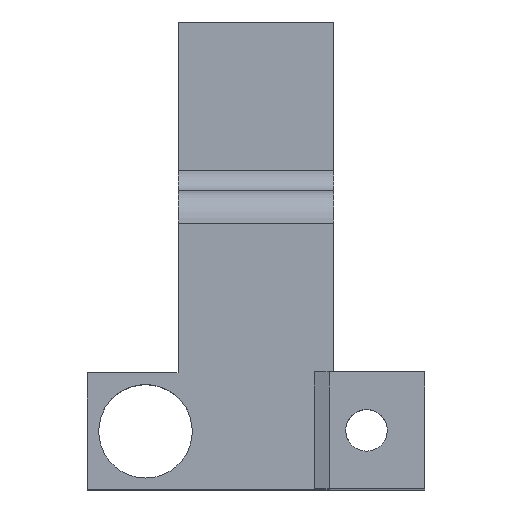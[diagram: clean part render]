
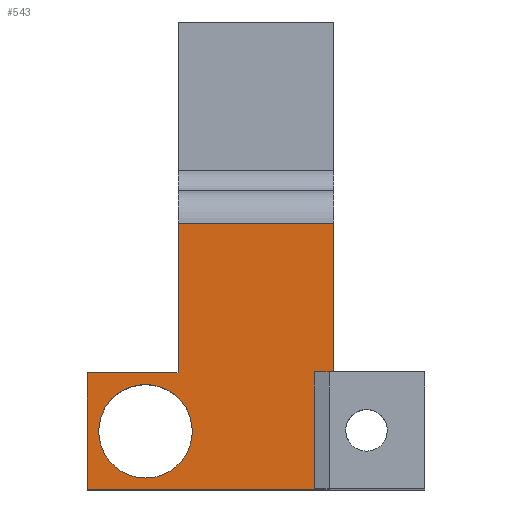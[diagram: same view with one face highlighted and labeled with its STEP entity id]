
A CAD part, top view. The second image highlights one B-rep face of the part: STEP entity #543.
In plain terms, the highlighted planar face has unit normal (0, 0, 1).
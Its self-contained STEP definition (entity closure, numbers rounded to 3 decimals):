
#100 = CARTESIAN_POINT ( 'NONE',  ( -4.9, 0., 0. ) ) ;
#124 = DIRECTION ( 'NONE',  ( 0., 0., 1. ) ) ;
#140 = DIRECTION ( 'NONE',  ( 0., 0., 1. ) ) ;
#174 = ORIENTED_EDGE ( 'NONE', *, *, #2851, .T. ) ;
#196 = CARTESIAN_POINT ( 'NONE',  ( -8.5, 0., 0. ) ) ;
#198 = VECTOR ( 'NONE', #704, 1000. ) ;
#294 = DIRECTION ( 'NONE',  ( 0., 1., 0. ) ) ;
#341 = CARTESIAN_POINT ( 'NONE',  ( -6., 4.5, 0. ) ) ;
#415 = ORIENTED_EDGE ( 'NONE', *, *, #2063, .F. ) ;
#488 = CARTESIAN_POINT ( 'NONE',  ( 4.5, 0.5, 0. ) ) ;
#507 = VERTEX_POINT ( 'NONE', #1317 ) ;
#537 = VECTOR ( 'NONE', #1734, 1000. ) ;
#543 = ADVANCED_FACE ( 'NONE', ( #1085, #1634 ), #3731, .T. ) ;
#548 = VERTEX_POINT ( 'NONE', #1398 ) ;
#579 = DIRECTION ( 'NONE',  ( 0., -1., 0. ) ) ;
#605 = EDGE_CURVE ( 'NONE', #1857, #2777, #3716, .T. ) ;
#609 = CARTESIAN_POINT ( 'NONE',  ( 6., 16., 0. ) ) ;
#641 = DIRECTION ( 'NONE',  ( 0., 1., 0. ) ) ;
#647 = VERTEX_POINT ( 'NONE', #3213 ) ;
#655 = AXIS2_PLACEMENT_3D ( 'NONE', #2825, #124, #1943 ) ;
#691 = VERTEX_POINT ( 'NONE', #1489 ) ;
#704 = DIRECTION ( 'NONE',  ( -1., 0., 0. ) ) ;
#714 = ORIENTED_EDGE ( 'NONE', *, *, #1755, .F. ) ;
#761 = CARTESIAN_POINT ( 'NONE',  ( -13., -4.5, 0. ) ) ;
#790 = DIRECTION ( 'NONE',  ( -1., 0., 0. ) ) ;
#795 = VERTEX_POINT ( 'NONE', #100 ) ;
#810 = DIRECTION ( 'NONE',  ( 0., 0., 1. ) ) ;
#823 = LINE ( 'NONE', #488, #1530 ) ;
#899 = CARTESIAN_POINT ( 'NONE',  ( -13., 4.5, 0. ) ) ;
#916 = CARTESIAN_POINT ( 'NONE',  ( 12.065, 0.5, 0. ) ) ;
#965 = EDGE_CURVE ( 'NONE', #1187, #1631, #1062, .T. ) ;
#1018 = EDGE_CURVE ( 'NONE', #2777, #507, #1411, .T. ) ;
#1043 = LINE ( 'NONE', #1873, #198 ) ;
#1050 = CARTESIAN_POINT ( 'NONE',  ( 4.5, 0.5, 0. ) ) ;
#1051 = ORIENTED_EDGE ( 'NONE', *, *, #2103, .T. ) ;
#1062 = LINE ( 'NONE', #1937, #1214 ) ;
#1085 = FACE_OUTER_BOUND ( 'NONE', #1415, .T. ) ;
#1088 = ORIENTED_EDGE ( 'NONE', *, *, #3533, .F. ) ;
#1111 = ORIENTED_EDGE ( 'NONE', *, *, #1018, .F. ) ;
#1177 = LINE ( 'NONE', #1769, #2012 ) ;
#1187 = VERTEX_POINT ( 'NONE', #1324 ) ;
#1214 = VECTOR ( 'NONE', #1671, 1000. ) ;
#1217 = VECTOR ( 'NONE', #579, 1000. ) ;
#1257 = CIRCLE ( 'NONE', #2378, 3.6 ) ;
#1317 = CARTESIAN_POINT ( 'NONE',  ( 4.935, 0.5, 0. ) ) ;
#1324 = CARTESIAN_POINT ( 'NONE',  ( 13., 4.5, 0. ) ) ;
#1326 = DIRECTION ( 'NONE',  ( 1., 0., 0. ) ) ;
#1354 = ORIENTED_EDGE ( 'NONE', *, *, #2702, .T. ) ;
#1398 = CARTESIAN_POINT ( 'NONE',  ( -13., -4.5, 0. ) ) ;
#1411 = CIRCLE ( 'NONE', #2591, 3.6 ) ;
#1415 = EDGE_LOOP ( 'NONE', ( #714, #3054, #1111, #3320, #1051, #3581, #3764, #2969, #2115, #3715, #174, #1354 ) ) ;
#1489 = CARTESIAN_POINT ( 'NONE',  ( -6., 4.5, 0. ) ) ;
#1530 = VECTOR ( 'NONE', #1929, 1000. ) ;
#1631 = VERTEX_POINT ( 'NONE', #2004 ) ;
#1634 = FACE_BOUND ( 'NONE', #1724, .T. ) ;
#1671 = DIRECTION ( 'NONE',  ( -1., 0., 0. ) ) ;
#1724 = EDGE_LOOP ( 'NONE', ( #1088, #415 ) ) ;
#1734 = DIRECTION ( 'NONE',  ( -1., 0., 0. ) ) ;
#1748 = VECTOR ( 'NONE', #2385, 1000. ) ;
#1755 = EDGE_CURVE ( 'NONE', #2431, #647, #3321, .T. ) ;
#1769 = CARTESIAN_POINT ( 'NONE',  ( -6., 16., 0. ) ) ;
#1811 = CARTESIAN_POINT ( 'NONE',  ( -13., 4.5, 0. ) ) ;
#1817 = CIRCLE ( 'NONE', #1875, 3.6 ) ;
#1855 = CARTESIAN_POINT ( 'NONE',  ( -6., 16., 0. ) ) ;
#1857 = VERTEX_POINT ( 'NONE', #1898 ) ;
#1873 = CARTESIAN_POINT ( 'NONE',  ( 13., 16., 0. ) ) ;
#1875 = AXIS2_PLACEMENT_3D ( 'NONE', #196, #810, #790 ) ;
#1898 = CARTESIAN_POINT ( 'NONE',  ( 13., 0.5, 0. ) ) ;
#1929 = DIRECTION ( 'NONE',  ( -1., 0., 0. ) ) ;
#1937 = CARTESIAN_POINT ( 'NONE',  ( 7., 4.5, 0. ) ) ;
#1943 = DIRECTION ( 'NONE',  ( 1., 0., 0. ) ) ;
#2004 = CARTESIAN_POINT ( 'NONE',  ( 6., 4.5, 0. ) ) ;
#2012 = VECTOR ( 'NONE', #294, 1000. ) ;
#2063 = EDGE_CURVE ( 'NONE', #2719, #795, #1257, .T. ) ;
#2066 = EDGE_CURVE ( 'NONE', #691, #3416, #1177, .T. ) ;
#2093 = VECTOR ( 'NONE', #1326, 1000. ) ;
#2103 = EDGE_CURVE ( 'NONE', #1857, #1187, #3534, .T. ) ;
#2115 = ORIENTED_EDGE ( 'NONE', *, *, #2066, .F. ) ;
#2182 = EDGE_CURVE ( 'NONE', #3176, #3416, #1043, .T. ) ;
#2354 = CARTESIAN_POINT ( 'NONE',  ( 4.5, -4.5, 0. ) ) ;
#2360 = CARTESIAN_POINT ( 'NONE',  ( 4.5, 0.5, 0. ) ) ;
#2378 = AXIS2_PLACEMENT_3D ( 'NONE', #3827, #2401, #3265 ) ;
#2385 = DIRECTION ( 'NONE',  ( 0., -1., 0. ) ) ;
#2401 = DIRECTION ( 'NONE',  ( 0., 0., 1. ) ) ;
#2431 = VERTEX_POINT ( 'NONE', #2360 ) ;
#2451 = DIRECTION ( 'NONE',  ( -1., 0., 0. ) ) ;
#2591 = AXIS2_PLACEMENT_3D ( 'NONE', #3728, #140, #2821 ) ;
#2702 = EDGE_CURVE ( 'NONE', #548, #647, #3448, .T. ) ;
#2719 = VERTEX_POINT ( 'NONE', #3782 ) ;
#2729 = EDGE_CURVE ( 'NONE', #507, #2431, #823, .T. ) ;
#2767 = VERTEX_POINT ( 'NONE', #1811 ) ;
#2777 = VERTEX_POINT ( 'NONE', #916 ) ;
#2821 = DIRECTION ( 'NONE',  ( -1., 0., 0. ) ) ;
#2825 = CARTESIAN_POINT ( 'NONE',  ( 0., 0., 0. ) ) ;
#2851 = EDGE_CURVE ( 'NONE', #2767, #548, #2982, .T. ) ;
#2923 = EDGE_CURVE ( 'NONE', #691, #2767, #3308, .T. ) ;
#2969 = ORIENTED_EDGE ( 'NONE', *, *, #2182, .T. ) ;
#2982 = LINE ( 'NONE', #899, #1217 ) ;
#3001 = VECTOR ( 'NONE', #641, 1000. ) ;
#3054 = ORIENTED_EDGE ( 'NONE', *, *, #2729, .F. ) ;
#3104 = LINE ( 'NONE', #3803, #3551 ) ;
#3143 = DIRECTION ( 'NONE',  ( 0., 1., 0. ) ) ;
#3176 = VERTEX_POINT ( 'NONE', #609 ) ;
#3213 = CARTESIAN_POINT ( 'NONE',  ( 4.5, -4.5, 0. ) ) ;
#3265 = DIRECTION ( 'NONE',  ( -1., 0., 0. ) ) ;
#3308 = LINE ( 'NONE', #341, #3712 ) ;
#3316 = CARTESIAN_POINT ( 'NONE',  ( 13., 0.5, 0. ) ) ;
#3320 = ORIENTED_EDGE ( 'NONE', *, *, #605, .F. ) ;
#3321 = LINE ( 'NONE', #2354, #1748 ) ;
#3416 = VERTEX_POINT ( 'NONE', #1855 ) ;
#3448 = LINE ( 'NONE', #761, #2093 ) ;
#3466 = EDGE_CURVE ( 'NONE', #1631, #3176, #3104, .T. ) ;
#3533 = EDGE_CURVE ( 'NONE', #795, #2719, #1817, .T. ) ;
#3534 = LINE ( 'NONE', #3316, #3001 ) ;
#3551 = VECTOR ( 'NONE', #3143, 1000. ) ;
#3581 = ORIENTED_EDGE ( 'NONE', *, *, #965, .T. ) ;
#3712 = VECTOR ( 'NONE', #2451, 1000. ) ;
#3715 = ORIENTED_EDGE ( 'NONE', *, *, #2923, .T. ) ;
#3716 = LINE ( 'NONE', #1050, #537 ) ;
#3728 = CARTESIAN_POINT ( 'NONE',  ( 8.5, 0., 0. ) ) ;
#3731 = PLANE ( 'NONE',  #655 ) ;
#3764 = ORIENTED_EDGE ( 'NONE', *, *, #3466, .T. ) ;
#3782 = CARTESIAN_POINT ( 'NONE',  ( -12.1, 0., 0. ) ) ;
#3803 = CARTESIAN_POINT ( 'NONE',  ( 6., 16., 0. ) ) ;
#3827 = CARTESIAN_POINT ( 'NONE',  ( -8.5, 0., 0. ) ) ;
